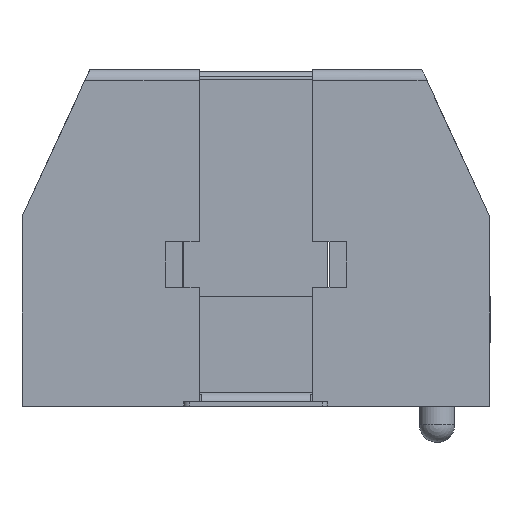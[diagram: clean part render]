
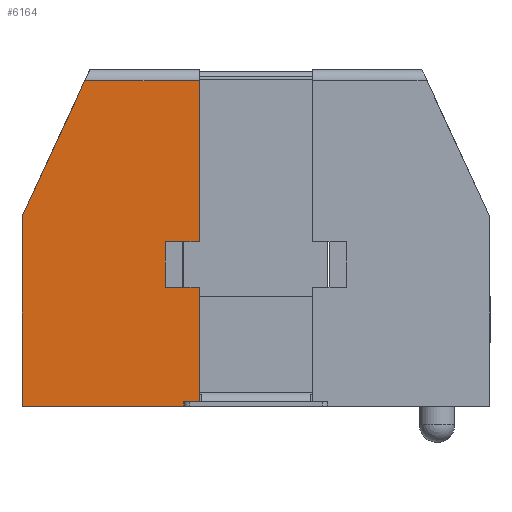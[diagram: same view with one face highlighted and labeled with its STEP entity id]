
A CAD part, front view. The second image highlights one B-rep face of the part: STEP entity #6164.
In plain terms, the highlighted planar face has unit normal (0, -1, 0).
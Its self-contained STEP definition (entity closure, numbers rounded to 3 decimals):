
#4967=VERTEX_POINT('',#4968);
#4968=CARTESIAN_POINT('',(-2.5,-38.525,5.354));
#4974=EDGE_CURVE('',#4967,#4975,#4977,.F.);
#4975=VERTEX_POINT('',#4976);
#4976=CARTESIAN_POINT('',(-2.5,-38.525,0.1));
#4977=LINE('',#4978,#4979);
#4978=CARTESIAN_POINT('',(-2.5,-38.525,-0.04));
#4979=VECTOR('',#4980,1.0);
#4980=DIRECTION('',(0.0,0.0,1.0));
#5188=EDGE_CURVE('',#4975,#5189,#5191,.F.);
#5189=VERTEX_POINT('',#5190);
#5190=CARTESIAN_POINT('',(-10.325,-38.525,0.1));
#5191=LINE('',#5192,#5193);
#5192=CARTESIAN_POINT('',(-10.325,-38.525,0.1));
#5193=VECTOR('',#5194,1.0);
#5194=DIRECTION('',(1.0,0.0,0.0));
#5249=EDGE_CURVE('',#5189,#5250,#5252,.F.);
#5250=VERTEX_POINT('',#5251);
#5251=CARTESIAN_POINT('',(-10.325,-38.525,8.46));
#5252=LINE('',#5253,#5254);
#5253=CARTESIAN_POINT('',(-10.325,-38.525,14.96));
#5254=VECTOR('',#5255,1.0);
#5255=DIRECTION('',(0.0,0.0,-1.0));
#6142=EDGE_CURVE('',#5250,#6143,#6145,.F.);
#6143=VERTEX_POINT('',#6144);
#6144=CARTESIAN_POINT('',(-7.556,-38.525,14.46));
#6145=LINE('',#6146,#6147);
#6146=CARTESIAN_POINT('',(-7.325,-38.525,14.96));
#6147=VECTOR('',#6148,1.0);
#6148=DIRECTION('',(-0.419,0.0,-0.908));
#6164=ADVANCED_FACE('',(#6165),#6209,.F.);
#6165=FACE_BOUND('',#6166,.T.);
#6166=EDGE_LOOP('',(#6167,#6168,#6176,#6184,#6192,#6200,#6206,#6207,#6208));
#6167=ORIENTED_EDGE('',*,*,#4974,.F.);
#6168=ORIENTED_EDGE('',*,*,#6169,.T.);
#6169=EDGE_CURVE('',#4967,#6170,#6172,.F.);
#6170=VERTEX_POINT('',#6171);
#6171=CARTESIAN_POINT('',(-4.,-38.525,5.354));
#6172=LINE('',#6173,#6174);
#6173=CARTESIAN_POINT('',(-4.,-38.525,5.354));
#6174=VECTOR('',#6175,1.0);
#6175=DIRECTION('',(1.0,0.0,0.0));
#6176=ORIENTED_EDGE('',*,*,#6177,.T.);
#6177=EDGE_CURVE('',#6170,#6178,#6180,.F.);
#6178=VERTEX_POINT('',#6179);
#6179=CARTESIAN_POINT('',(-4.,-38.525,7.354));
#6180=LINE('',#6181,#6182);
#6181=CARTESIAN_POINT('',(-4.,-38.525,7.354));
#6182=VECTOR('',#6183,1.0);
#6183=DIRECTION('',(0.0,0.0,-1.0));
#6184=ORIENTED_EDGE('',*,*,#6185,.T.);
#6185=EDGE_CURVE('',#6178,#6186,#6188,.F.);
#6186=VERTEX_POINT('',#6187);
#6187=CARTESIAN_POINT('',(-2.5,-38.525,7.354));
#6188=LINE('',#6189,#6190);
#6189=CARTESIAN_POINT('',(-4.,-38.525,7.354));
#6190=VECTOR('',#6191,1.0);
#6191=DIRECTION('',(-1.0,0.0,0.0));
#6192=ORIENTED_EDGE('',*,*,#6193,.T.);
#6193=EDGE_CURVE('',#6186,#6194,#6196,.T.);
#6194=VERTEX_POINT('',#6195);
#6195=CARTESIAN_POINT('',(-2.5,-38.525,14.46));
#6196=LINE('',#6197,#6198);
#6197=CARTESIAN_POINT('',(-2.5,-38.525,-0.04));
#6198=VECTOR('',#6199,1.0);
#6199=DIRECTION('',(0.0,0.0,1.0));
#6200=ORIENTED_EDGE('',*,*,#6201,.T.);
#6201=EDGE_CURVE('',#6194,#6143,#6202,.T.);
#6202=LINE('',#6203,#6204);
#6203=CARTESIAN_POINT('',(-7.325,-38.525,14.46));
#6204=VECTOR('',#6205,1.0);
#6205=DIRECTION('',(-1.0,0.0,0.0));
#6206=ORIENTED_EDGE('',*,*,#6142,.F.);
#6207=ORIENTED_EDGE('',*,*,#5249,.F.);
#6208=ORIENTED_EDGE('',*,*,#5188,.F.);
#6209=PLANE('',#6210);
#6210=AXIS2_PLACEMENT_3D('',#6211,#6212,#6213);
#6211=CARTESIAN_POINT('',(-10.325,-38.525,14.96));
#6212=DIRECTION('',(0.0,1.0,0.0));
#6213=DIRECTION('',(0.0,0.0,1.0));
